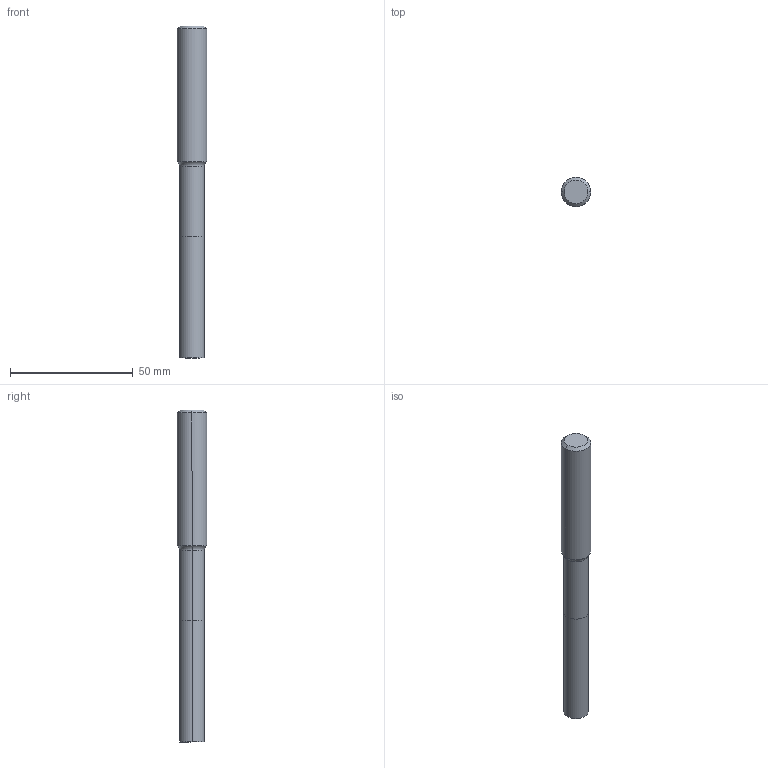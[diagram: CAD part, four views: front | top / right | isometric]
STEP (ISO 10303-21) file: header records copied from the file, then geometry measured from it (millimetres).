
FILE_DESCRIPTION (( 'STEP AP203' ), '1' );
FILE_NAME ('67889.STEP', '2025-04-01T15:32:01', ( '' ), ( '' ), 'SwSTEP 2.0', 'SolidWorks 2024', '' );
FILE_SCHEMA (( 'CONFIG_CONTROL_DESIGN' ));
Length unit declared in the file: inch
Products named in the file (1): 67889
Bounding box: 12 x 12 x 135 mm (x, y, z)
Volume: 12627 mm3; surface area: 4951.3 mm2
Topology: 2 solids, 2 shells, 18 faces, 32 edges, 18 vertices
Faces by surface type: cylinder 6, cone 6, plane 4, torus 2
Entity records: 513 total; most frequent: DIRECTION 90, CARTESIAN_POINT 69, ORIENTED_EDGE 64, AXIS2_PLACEMENT_3D 39, EDGE_CURVE 32, CIRCLE 20, VERTEX_POINT 18, EDGE_LOOP 18
